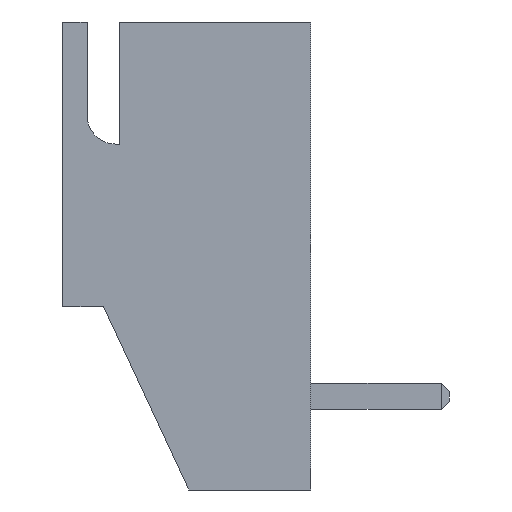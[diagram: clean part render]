
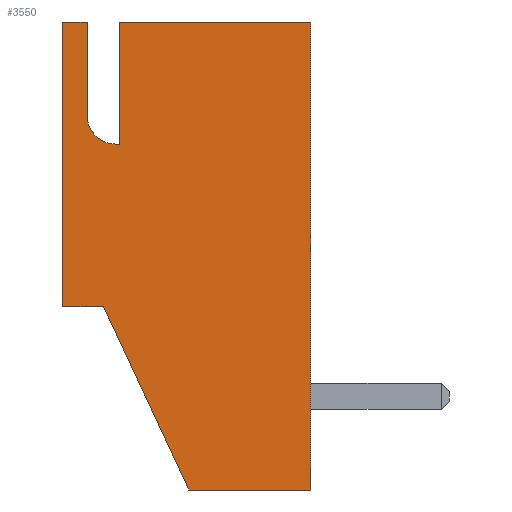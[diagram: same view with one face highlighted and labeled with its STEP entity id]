
A CAD part, left-side view. The second image highlights one B-rep face of the part: STEP entity #3550.
In plain terms, the highlighted planar face has unit normal (-1, 0, 0).
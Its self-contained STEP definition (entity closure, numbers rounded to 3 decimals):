
#50=CIRCLE('',#3770,0.7);
#126=FACE_OUTER_BOUND('',#328,.T.);
#328=EDGE_LOOP('',(#2501,#2502,#2503,#2504,#2505,#2506,#2507,#2508,#2509,
#2510,#2511));
#560=LINE('',#5039,#1038);
#564=LINE('',#5047,#1042);
#566=LINE('',#5052,#1044);
#574=LINE('',#5069,#1052);
#591=LINE('',#5106,#1069);
#624=LINE('',#5177,#1102);
#628=LINE('',#5187,#1106);
#629=LINE('',#5189,#1107);
#630=LINE('',#5191,#1108);
#631=LINE('',#5192,#1109);
#1038=VECTOR('',#4046,10.);
#1042=VECTOR('',#4054,10.);
#1044=VECTOR('',#4058,10.);
#1052=VECTOR('',#4070,10.);
#1069=VECTOR('',#4109,10.);
#1102=VECTOR('',#4164,10.);
#1106=VECTOR('',#4176,10.);
#1107=VECTOR('',#4179,10.);
#1108=VECTOR('',#4180,10.);
#1109=VECTOR('',#4181,10.);
#1515=VERTEX_POINT('',#5036);
#1516=VERTEX_POINT('',#5038);
#1518=VERTEX_POINT('',#5046);
#1519=VERTEX_POINT('',#5050);
#1520=VERTEX_POINT('',#5051);
#1527=VERTEX_POINT('',#5068);
#1536=VERTEX_POINT('',#5105);
#1562=VERTEX_POINT('',#5174);
#1563=VERTEX_POINT('',#5176);
#1565=VERTEX_POINT('',#5182);
#1566=VERTEX_POINT('',#5190);
#1848=EDGE_CURVE('',#1516,#1515,#560,.T.);
#1852=EDGE_CURVE('',#1518,#1516,#564,.T.);
#1854=EDGE_CURVE('',#1519,#1520,#566,.T.);
#1862=EDGE_CURVE('',#1520,#1527,#574,.T.);
#1881=EDGE_CURVE('',#1536,#1518,#591,.T.);
#1916=EDGE_CURVE('',#1563,#1562,#624,.T.);
#1919=EDGE_CURVE('',#1565,#1536,#50,.T.);
#1922=EDGE_CURVE('',#1562,#1565,#628,.T.);
#1923=EDGE_CURVE('',#1515,#1519,#629,.T.);
#1924=EDGE_CURVE('',#1527,#1566,#630,.T.);
#1925=EDGE_CURVE('',#1566,#1563,#631,.T.);
#2501=ORIENTED_EDGE('',*,*,#1916,.T.);
#2502=ORIENTED_EDGE('',*,*,#1922,.T.);
#2503=ORIENTED_EDGE('',*,*,#1919,.T.);
#2504=ORIENTED_EDGE('',*,*,#1881,.T.);
#2505=ORIENTED_EDGE('',*,*,#1852,.T.);
#2506=ORIENTED_EDGE('',*,*,#1848,.T.);
#2507=ORIENTED_EDGE('',*,*,#1923,.T.);
#2508=ORIENTED_EDGE('',*,*,#1854,.T.);
#2509=ORIENTED_EDGE('',*,*,#1862,.T.);
#2510=ORIENTED_EDGE('',*,*,#1924,.T.);
#2511=ORIENTED_EDGE('',*,*,#1925,.T.);
#3360=PLANE('',#3772);
#3550=ADVANCED_FACE('',(#126),#3360,.T.);
#3770=AXIS2_PLACEMENT_3D('',#5183,#4170,#4171);
#3772=AXIS2_PLACEMENT_3D('',#5188,#4177,#4178);
#4046=DIRECTION('',(0.,0.,-1.));
#4054=DIRECTION('',(0.,1.,0.));
#4058=DIRECTION('',(0.,-0.423,-0.906));
#4070=DIRECTION('',(0.,-1.,0.));
#4109=DIRECTION('',(0.,0.,1.));
#4164=DIRECTION('',(0.,0.,-1.));
#4170=DIRECTION('center_axis',(1.,0.,0.));
#4171=DIRECTION('ref_axis',(0.,0.,-1.));
#4176=DIRECTION('',(0.,1.,0.));
#4177=DIRECTION('center_axis',(-1.,0.,0.));
#4178=DIRECTION('ref_axis',(0.,0.,1.));
#4179=DIRECTION('',(0.,-1.,0.));
#4180=DIRECTION('',(0.,0.,1.));
#4181=DIRECTION('',(0.,1.,0.));
#5036=CARTESIAN_POINT('',(-8.7,6.1,-7.));
#5038=CARTESIAN_POINT('',(-8.7,6.1,0.));
#5039=CARTESIAN_POINT('',(-8.7,6.1,0.));
#5046=CARTESIAN_POINT('',(-8.7,5.5,0.));
#5047=CARTESIAN_POINT('',(-8.7,0.,0.));
#5050=CARTESIAN_POINT('',(-8.7,5.1,-7.));
#5051=CARTESIAN_POINT('',(-8.7,3.,-11.5));
#5052=CARTESIAN_POINT('',(-8.7,5.1,-7.));
#5068=CARTESIAN_POINT('',(-8.7,0.,-11.5));
#5069=CARTESIAN_POINT('',(-8.7,3.,-11.5));
#5105=CARTESIAN_POINT('',(-8.7,5.5,-2.3));
#5106=CARTESIAN_POINT('',(-8.7,5.5,-5.25));
#5174=CARTESIAN_POINT('',(-8.7,4.7,-3.));
#5176=CARTESIAN_POINT('',(-8.7,4.7,0.));
#5177=CARTESIAN_POINT('',(-8.7,4.7,-3.25));
#5182=CARTESIAN_POINT('',(-8.7,4.8,-3.));
#5183=CARTESIAN_POINT('Origin',(-8.7,4.8,-2.3));
#5187=CARTESIAN_POINT('',(-8.7,3.925,-3.));
#5188=CARTESIAN_POINT('Origin',(-8.7,3.05,-3.5));
#5189=CARTESIAN_POINT('',(-8.7,6.1,-7.));
#5190=CARTESIAN_POINT('',(-8.7,0.,0.));
#5191=CARTESIAN_POINT('',(-8.7,0.,-11.5));
#5192=CARTESIAN_POINT('',(-8.7,0.,0.));
